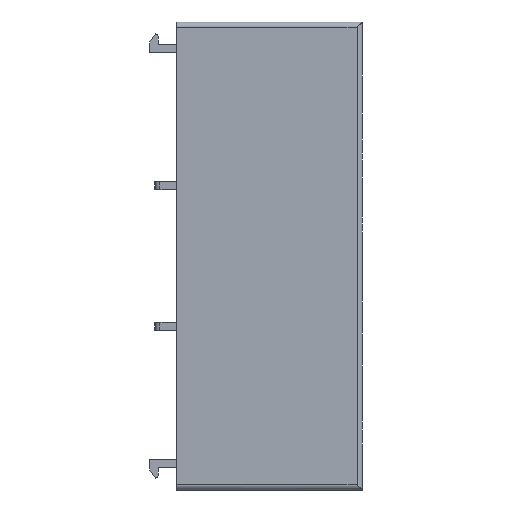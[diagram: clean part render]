
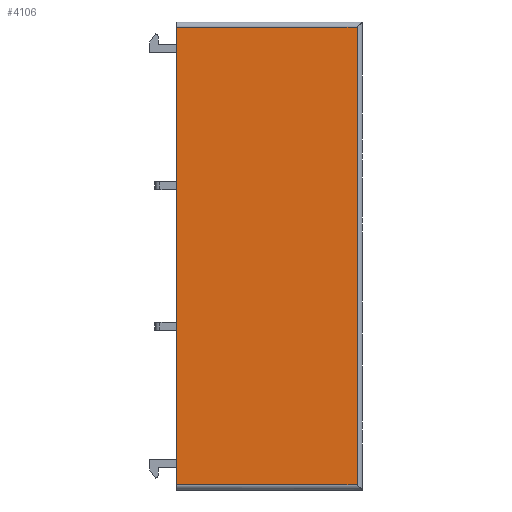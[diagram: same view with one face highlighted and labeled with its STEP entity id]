
A CAD part, left-side view. The second image highlights one B-rep face of the part: STEP entity #4106.
In plain terms, the highlighted planar face has unit normal (-1, 0, 0).
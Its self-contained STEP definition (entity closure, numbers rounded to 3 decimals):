
#1105=DIRECTION('',(0.,-1.,0.));
#1106=VECTOR('',#1105,34.);
#1107=CARTESIAN_POINT('',(0.,35.,43.));
#1108=LINE('',#1107,#1106);
#1112=DIRECTION('',(0.,0.,-1.));
#1113=VECTOR('',#1112,86.);
#1114=CARTESIAN_POINT('',(0.,1.,43.));
#1115=LINE('',#1114,#1113);
#1290=DIRECTION('',(0.,1.,0.));
#1291=VECTOR('',#1290,34.);
#1292=CARTESIAN_POINT('',(0.,1.,-43.));
#1293=LINE('',#1292,#1291);
#1456=CARTESIAN_POINT('',(0.,1.,-43.));
#1468=DIRECTION('',(0.,0.,-1.));
#1469=VECTOR('',#1468,86.);
#1470=CARTESIAN_POINT('',(0.,35.,43.));
#1471=LINE('',#1470,#1469);
#2666=CARTESIAN_POINT('',(0.,35.,43.));
#2667=CARTESIAN_POINT('',(0.,35.,-43.));
#2668=VERTEX_POINT('',#2666);
#2669=VERTEX_POINT('',#2667);
#2877=VERTEX_POINT('',#1456);
#2900=CARTESIAN_POINT('',(0.,1.,43.));
#2901=VERTEX_POINT('',#2900);
#4095=CARTESIAN_POINT('',(0.,35.,0.));
#4096=DIRECTION('',(1.,0.,0.));
#4097=DIRECTION('',(0.,0.,-1.));
#4098=AXIS2_PLACEMENT_3D('',#4095,#4096,#4097);
#4099=PLANE('',#4098);
#4100=ORIENTED_EDGE('',*,*,#4060,.T.);
#4101=ORIENTED_EDGE('',*,*,#4080,.T.);
#4102=ORIENTED_EDGE('',*,*,#3712,.F.);
#4103=ORIENTED_EDGE('',*,*,#4041,.T.);
#4104=EDGE_LOOP('',(#4100,#4101,#4102,#4103));
#4105=FACE_OUTER_BOUND('',#4104,.F.);
#3712=EDGE_CURVE('',#2668,#2669,#1471,.T.);
#4041=EDGE_CURVE('',#2668,#2901,#1108,.T.);
#4060=EDGE_CURVE('',#2901,#2877,#1115,.T.);
#4080=EDGE_CURVE('',#2877,#2669,#1293,.T.);
#4106=ADVANCED_FACE('',(#4105),#4099,.F.);
